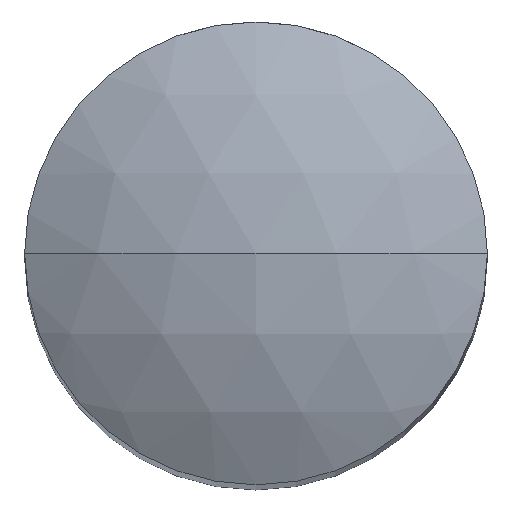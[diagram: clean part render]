
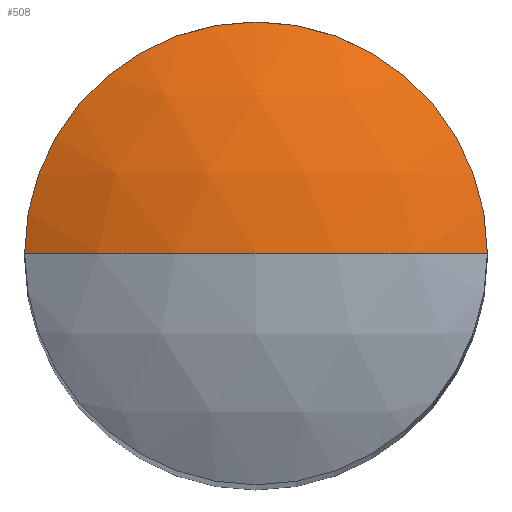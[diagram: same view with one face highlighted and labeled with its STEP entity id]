
A CAD part, top view. The second image highlights one B-rep face of the part: STEP entity #508.
In plain terms, the highlighted spherical face has radius 8 mm.
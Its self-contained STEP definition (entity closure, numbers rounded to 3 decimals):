
#24 = AXIS2_PLACEMENT_3D ( 'NONE', #413, #676, #490 ) ;
#34 = CARTESIAN_POINT ( 'NONE',  ( -4., 0., 26.428 ) ) ;
#45 = CIRCLE ( 'NONE', #110, 4. ) ;
#58 = ORIENTED_EDGE ( 'NONE', *, *, #398, .F. ) ;
#86 = CARTESIAN_POINT ( 'NONE',  ( 0., 0., 19.5 ) ) ;
#100 = AXIS2_PLACEMENT_3D ( 'NONE', #86, #593, #159 ) ;
#108 = AXIS2_PLACEMENT_3D ( 'NONE', #386, #822, #463 ) ;
#110 = AXIS2_PLACEMENT_3D ( 'NONE', #652, #236, #716 ) ;
#159 = DIRECTION ( 'NONE',  ( 1., 0., 0. ) ) ;
#162 = CARTESIAN_POINT ( 'NONE',  ( 4., 0., 26.428 ) ) ;
#205 = VERTEX_POINT ( 'NONE', #400 ) ;
#236 = DIRECTION ( 'NONE',  ( 0., 0., -1. ) ) ;
#251 = CIRCLE ( 'NONE', #108, 8. ) ;
#260 = EDGE_LOOP ( 'NONE', ( #58, #296, #614 ) ) ;
#285 = VERTEX_POINT ( 'NONE', #162 ) ;
#296 = ORIENTED_EDGE ( 'NONE', *, *, #395, .T. ) ;
#386 = CARTESIAN_POINT ( 'NONE',  ( 0., 0., 19.5 ) ) ;
#388 = EDGE_CURVE ( 'NONE', #535, #285, #45, .T. ) ;
#395 = EDGE_CURVE ( 'NONE', #205, #285, #251, .T. ) ;
#398 = EDGE_CURVE ( 'NONE', #205, #535, #605, .T. ) ;
#400 = CARTESIAN_POINT ( 'NONE',  ( 0., 0., 27.5 ) ) ;
#413 = CARTESIAN_POINT ( 'NONE',  ( 0., 0., 19.5 ) ) ;
#447 = SPHERICAL_SURFACE ( 'NONE', #24, 8. ) ;
#463 = DIRECTION ( 'NONE',  ( 0., 0., 1. ) ) ;
#490 = DIRECTION ( 'NONE',  ( 1., 0., 0. ) ) ;
#508 = ADVANCED_FACE ( 'NONE', ( #512 ), #447, .T. ) ;
#512 = FACE_OUTER_BOUND ( 'NONE', #260, .T. ) ;
#535 = VERTEX_POINT ( 'NONE', #34 ) ;
#593 = DIRECTION ( 'NONE',  ( 0., -1., 0. ) ) ;
#605 = CIRCLE ( 'NONE', #100, 8. ) ;
#614 = ORIENTED_EDGE ( 'NONE', *, *, #388, .F. ) ;
#652 = CARTESIAN_POINT ( 'NONE',  ( 0., 0., 26.428 ) ) ;
#676 = DIRECTION ( 'NONE',  ( 0., -1., 0. ) ) ;
#716 = DIRECTION ( 'NONE',  ( -1., 0., 0. ) ) ;
#822 = DIRECTION ( 'NONE',  ( 0., 1., 0. ) ) ;
